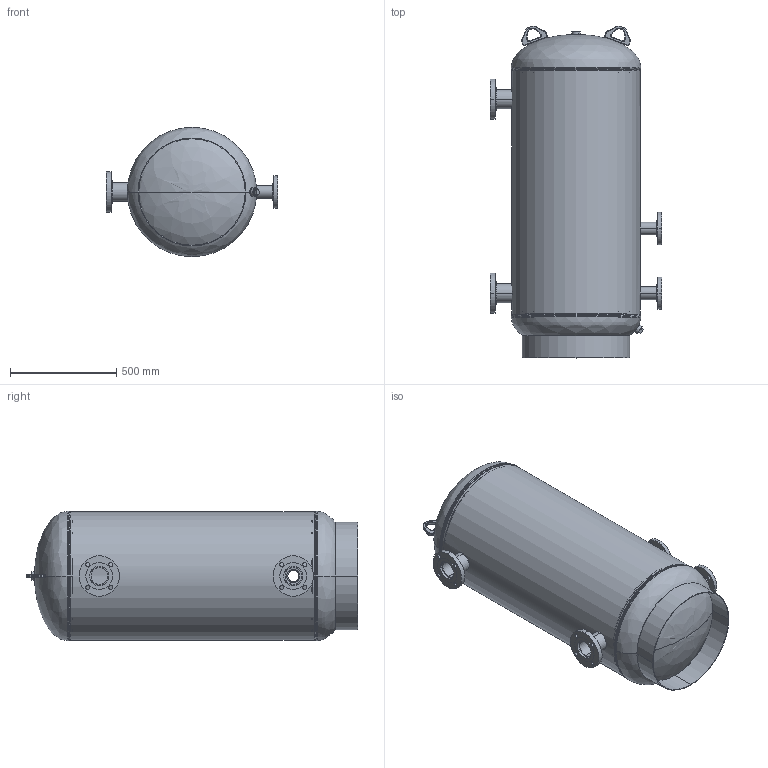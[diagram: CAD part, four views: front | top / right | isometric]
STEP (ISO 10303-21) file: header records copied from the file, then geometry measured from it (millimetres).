
FILE_DESCRIPTION (( 'STEP AP203' ), '1' );
FILE_NAME ('HBT-120-23.STEP', '2021-03-16T13:03:31', ( '' ), ( '' ), 'SwSTEP 2.0', 'SolidWorks 2021', '' );
FILE_SCHEMA (( 'CONFIG_CONTROL_DESIGN' ));
Length unit declared in the file: inch
Products named in the file (15): 55Q0526; SORF FLANGES ASME B16.5_2 150# SA-105; 99B2996; PLUGS_9500150; HBT-120-23; 9500040; 9500050; 9400542; 55A0527_default; 9301080_4.125; 9301060_4.25; SORF FLANGES ASME B16.5_3 150# SA-105; 9200140; 55A0649_default
Assembly tree (17 placements, depth 3):
  HBT-120-23
    99B2996
    9200140
    9200140
    9500040
    9500050
    PLUGS_9500150
    55A0527_default  x2
      9301060_4.25
      SORF FLANGES ASME B16.5_2 150# SA-105
    55A0649_default  x2
      9301080_4.125
      SORF FLANGES ASME B16.5_3 150# SA-105
    9400542  x2
    55Q0526
Bounding box: 809.65 x 1564.33 x 609.6 mm (x, y, z)
Volume: 12955811.5 mm3; surface area: 7005726.5 mm2
Topology: 17 solids, 17 shells, 357 faces, 812 edges, 494 vertices
Faces by surface type: cylinder 182, plane 71, torus 64, cone 24, bspline 16
Full cylindrical faces by diameter (mm): 600.1 x1, 606.45 x1
Entity records: 13945 total; most frequent: CARTESIAN_POINT 6604, DIRECTION 1304, ORIENTED_EDGE 1096, AXIS2_PLACEMENT_3D 557, EDGE_CURVE 548, VERTEX_POINT 334, CIRCLE 308, EDGE_LOOP 290
